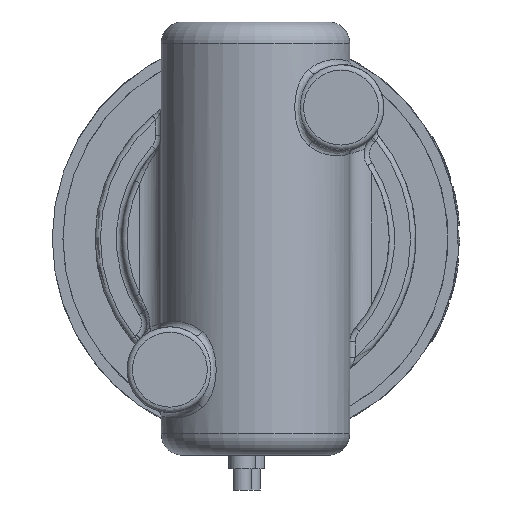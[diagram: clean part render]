
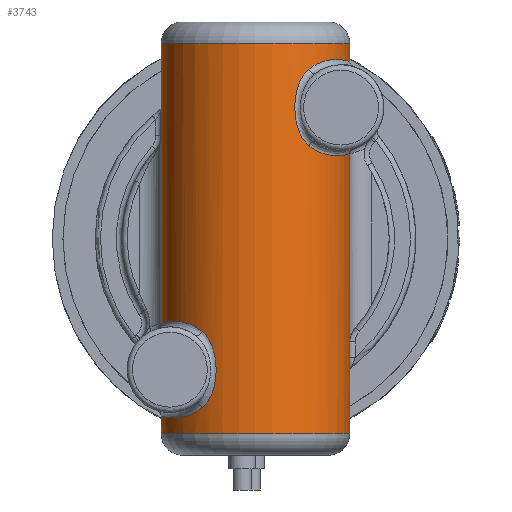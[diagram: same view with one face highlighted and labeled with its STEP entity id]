
A CAD part, front view. The second image highlights one B-rep face of the part: STEP entity #3743.
In plain terms, the highlighted cylindrical face has radius 8.818 mm (diameter 17.636 mm), a partial arc.
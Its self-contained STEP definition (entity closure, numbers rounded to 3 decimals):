
#282=B_SPLINE_CURVE_WITH_KNOTS('',3,(#6651,#6652,#6653,#6654,#6655,#6656),
 .UNSPECIFIED.,.F.,.F.,(4,1,1,4),(-0.92,-0.525,
-0.263,0.),.UNSPECIFIED.);
#284=B_SPLINE_CURVE_WITH_KNOTS('',3,(#6720,#6721,#6722,#6723,#6724,#6725,
#6726,#6727,#6728),.UNSPECIFIED.,.F.,.F.,(4,1,1,1,1,1,4),(-0.816,
-0.7,-0.583,-0.35,-0.233,
-0.117,0.),.UNSPECIFIED.);
#286=B_SPLINE_CURVE_WITH_KNOTS('',3,(#6777,#6778,#6779,#6780,#6781,#6782),
 .UNSPECIFIED.,.F.,.F.,(4,1,1,4),(-0.92,-0.657,
-0.394,0.),.UNSPECIFIED.);
#314=B_SPLINE_CURVE_WITH_KNOTS('',3,(#7425,#7426,#7427,#7428,#7429,#7430,
#7431),.UNSPECIFIED.,.F.,.F.,(4,1,1,1,4),(-0.92,-0.657,
-0.525,-0.263,0.),
 .UNSPECIFIED.);
#316=B_SPLINE_CURVE_WITH_KNOTS('',3,(#7496,#7497,#7498,#7499,#7500,#7501,
#7502,#7503,#7504),.UNSPECIFIED.,.F.,.F.,(4,1,1,1,1,1,4),(-0.816,
-0.7,-0.583,-0.466,-0.233,
-0.117,0.),.UNSPECIFIED.);
#318=B_SPLINE_CURVE_WITH_KNOTS('',3,(#7553,#7554,#7555,#7556,#7557,#7558),
 .UNSPECIFIED.,.F.,.F.,(4,1,1,4),(-0.92,-0.525,
-0.263,0.),.UNSPECIFIED.);
#536=FACE_OUTER_BOUND('',#771,.T.);
#771=EDGE_LOOP('',(#3178,#3179,#3180,#3181,#3182,#3183,#3184,#3185,#3186,
#3187,#3188,#3189));
#963=CIRCLE('',#4173,8.818);
#966=CIRCLE('',#4179,8.818);
#1138=LINE('',#7212,#1333);
#1161=LINE('',#7767,#1356);
#1187=LINE('',#7893,#1382);
#1188=LINE('',#7895,#1383);
#1333=VECTOR('',#4808,10.);
#1356=VECTOR('',#4997,10.);
#1382=VECTOR('',#5147,10.);
#1383=VECTOR('',#5150,10.);
#1570=VERTEX_POINT('',#6609);
#1572=VERTEX_POINT('',#6650);
#1574=VERTEX_POINT('',#6719);
#1576=VERTEX_POINT('',#6776);
#1620=VERTEX_POINT('',#7211);
#1642=VERTEX_POINT('',#7376);
#1644=VERTEX_POINT('',#7423);
#1646=VERTEX_POINT('',#7494);
#1648=VERTEX_POINT('',#7551);
#1670=VERTEX_POINT('',#7766);
#1671=VERTEX_POINT('',#7774);
#1672=VERTEX_POINT('',#7782);
#1976=EDGE_CURVE('',#1570,#1572,#282,.T.);
#1979=EDGE_CURVE('',#1572,#1574,#284,.T.);
#1982=EDGE_CURVE('',#1574,#1576,#286,.T.);
#2051=EDGE_CURVE('',#1620,#1576,#1138,.T.);
#2091=EDGE_CURVE('',#1644,#1642,#314,.T.);
#2094=EDGE_CURVE('',#1646,#1644,#316,.T.);
#2097=EDGE_CURVE('',#1648,#1646,#318,.T.);
#2143=EDGE_CURVE('',#1642,#1670,#1161,.T.);
#2148=EDGE_CURVE('',#1620,#1671,#963,.T.);
#2152=EDGE_CURVE('',#1670,#1672,#966,.T.);
#2192=EDGE_CURVE('',#1570,#1672,#1187,.T.);
#2193=EDGE_CURVE('',#1671,#1648,#1188,.T.);
#3178=ORIENTED_EDGE('',*,*,#1976,.F.);
#3179=ORIENTED_EDGE('',*,*,#2192,.T.);
#3180=ORIENTED_EDGE('',*,*,#2152,.F.);
#3181=ORIENTED_EDGE('',*,*,#2143,.F.);
#3182=ORIENTED_EDGE('',*,*,#2091,.F.);
#3183=ORIENTED_EDGE('',*,*,#2094,.F.);
#3184=ORIENTED_EDGE('',*,*,#2097,.F.);
#3185=ORIENTED_EDGE('',*,*,#2193,.F.);
#3186=ORIENTED_EDGE('',*,*,#2148,.F.);
#3187=ORIENTED_EDGE('',*,*,#2051,.T.);
#3188=ORIENTED_EDGE('',*,*,#1982,.F.);
#3189=ORIENTED_EDGE('',*,*,#1979,.F.);
#3368=CYLINDRICAL_SURFACE('',#4230,8.818);
#3743=ADVANCED_FACE('',(#536),#3368,.T.);
#4173=AXIS2_PLACEMENT_3D('',#7776,#5010,#5011);
#4179=AXIS2_PLACEMENT_3D('',#7784,#5023,#5024);
#4230=AXIS2_PLACEMENT_3D('',#7894,#5148,#5149);
#4808=DIRECTION('',(0.,0.,1.));
#4997=DIRECTION('',(0.,0.,1.));
#5010=DIRECTION('center_axis',(0.,0.,-1.));
#5011=DIRECTION('ref_axis',(0.,-1.,0.));
#5023=DIRECTION('center_axis',(0.,0.,1.));
#5024=DIRECTION('ref_axis',(0.,-1.,0.));
#5147=DIRECTION('',(0.,0.,1.));
#5148=DIRECTION('center_axis',(0.,0.,1.));
#5149=DIRECTION('ref_axis',(1.,0.,0.));
#5150=DIRECTION('',(0.,0.,1.));
#6609=CARTESIAN_POINT('',(8.818,0.,16.553));
#6650=CARTESIAN_POINT('',(4.991,-7.27,15.83));
#6651=CARTESIAN_POINT('Ctrl Pts',(8.818,0.,16.553));
#6652=CARTESIAN_POINT('Ctrl Pts',(8.818,-1.243,16.553));
#6653=CARTESIAN_POINT('Ctrl Pts',(8.374,-3.306,16.738));
#6654=CARTESIAN_POINT('Ctrl Pts',(6.806,-5.79,16.79));
#6655=CARTESIAN_POINT('Ctrl Pts',(5.569,-6.873,16.296));
#6656=CARTESIAN_POINT('Ctrl Pts',(4.991,-7.27,15.83));
#6719=CARTESIAN_POINT('',(4.991,-7.27,8.67));
#6720=CARTESIAN_POINT('Ctrl Pts',(4.991,-7.27,15.83));
#6721=CARTESIAN_POINT('Ctrl Pts',(4.734,-7.446,15.624));
#6722=CARTESIAN_POINT('Ctrl Pts',(4.29,-7.713,15.049));
#6723=CARTESIAN_POINT('Ctrl Pts',(3.727,-7.997,13.629));
#6724=CARTESIAN_POINT('Ctrl Pts',(3.603,-8.048,12.046));
#6725=CARTESIAN_POINT('Ctrl Pts',(3.866,-7.928,10.515));
#6726=CARTESIAN_POINT('Ctrl Pts',(4.291,-7.711,9.451));
#6727=CARTESIAN_POINT('Ctrl Pts',(4.734,-7.446,8.876));
#6728=CARTESIAN_POINT('Ctrl Pts',(4.991,-7.27,8.67));
#6776=CARTESIAN_POINT('',(8.818,0.,7.947));
#6777=CARTESIAN_POINT('Ctrl Pts',(4.991,-7.27,8.67));
#6778=CARTESIAN_POINT('Ctrl Pts',(5.569,-6.873,8.204));
#6779=CARTESIAN_POINT('Ctrl Pts',(6.806,-5.791,7.709));
#6780=CARTESIAN_POINT('Ctrl Pts',(8.374,-3.306,7.762));
#6781=CARTESIAN_POINT('Ctrl Pts',(8.818,-1.243,7.947));
#6782=CARTESIAN_POINT('Ctrl Pts',(8.818,0.,7.947));
#7211=CARTESIAN_POINT('',(8.818,0.,-18.25));
#7212=CARTESIAN_POINT('',(8.818,0.,0.));
#7376=CARTESIAN_POINT('',(-8.818,0.,-7.947));
#7423=CARTESIAN_POINT('',(-4.991,-7.27,-8.67));
#7425=CARTESIAN_POINT('Ctrl Pts',(-4.991,-7.27,-8.67));
#7426=CARTESIAN_POINT('Ctrl Pts',(-5.569,-6.873,-8.204));
#7427=CARTESIAN_POINT('Ctrl Pts',(-6.497,-6.064,-7.832));
#7428=CARTESIAN_POINT('Ctrl Pts',(-7.724,-4.39,-7.71));
#7429=CARTESIAN_POINT('Ctrl Pts',(-8.583,-2.484,-7.859));
#7430=CARTESIAN_POINT('Ctrl Pts',(-8.818,-0.829,-7.947));
#7431=CARTESIAN_POINT('Ctrl Pts',(-8.818,0.,-7.947));
#7494=CARTESIAN_POINT('',(-4.991,-7.27,-15.83));
#7496=CARTESIAN_POINT('Ctrl Pts',(-4.991,-7.27,-15.83));
#7497=CARTESIAN_POINT('Ctrl Pts',(-4.734,-7.446,-15.624));
#7498=CARTESIAN_POINT('Ctrl Pts',(-4.291,-7.711,-15.049));
#7499=CARTESIAN_POINT('Ctrl Pts',(-3.866,-7.928,-13.985));
#7500=CARTESIAN_POINT('Ctrl Pts',(-3.603,-8.048,-12.454));
#7501=CARTESIAN_POINT('Ctrl Pts',(-3.727,-7.997,-10.871));
#7502=CARTESIAN_POINT('Ctrl Pts',(-4.29,-7.713,-9.451));
#7503=CARTESIAN_POINT('Ctrl Pts',(-4.734,-7.446,-8.876));
#7504=CARTESIAN_POINT('Ctrl Pts',(-4.991,-7.27,-8.67));
#7551=CARTESIAN_POINT('',(-8.818,0.,-16.553));
#7553=CARTESIAN_POINT('Ctrl Pts',(-8.818,0.,-16.553));
#7554=CARTESIAN_POINT('Ctrl Pts',(-8.818,-1.243,-16.553));
#7555=CARTESIAN_POINT('Ctrl Pts',(-8.374,-3.306,-16.738));
#7556=CARTESIAN_POINT('Ctrl Pts',(-6.806,-5.791,-16.79));
#7557=CARTESIAN_POINT('Ctrl Pts',(-5.569,-6.873,-16.296));
#7558=CARTESIAN_POINT('Ctrl Pts',(-4.991,-7.27,-15.83));
#7766=CARTESIAN_POINT('',(-8.818,0.,18.25));
#7767=CARTESIAN_POINT('',(-8.818,0.,0.));
#7774=CARTESIAN_POINT('',(-8.818,0.,-18.25));
#7776=CARTESIAN_POINT('Origin',(0.,0.,-18.25));
#7782=CARTESIAN_POINT('',(8.818,0.,18.25));
#7784=CARTESIAN_POINT('Origin',(0.,0.,18.25));
#7893=CARTESIAN_POINT('',(8.818,0.,0.));
#7894=CARTESIAN_POINT('Origin',(0.,0.,0.));
#7895=CARTESIAN_POINT('',(-8.818,0.,0.));
